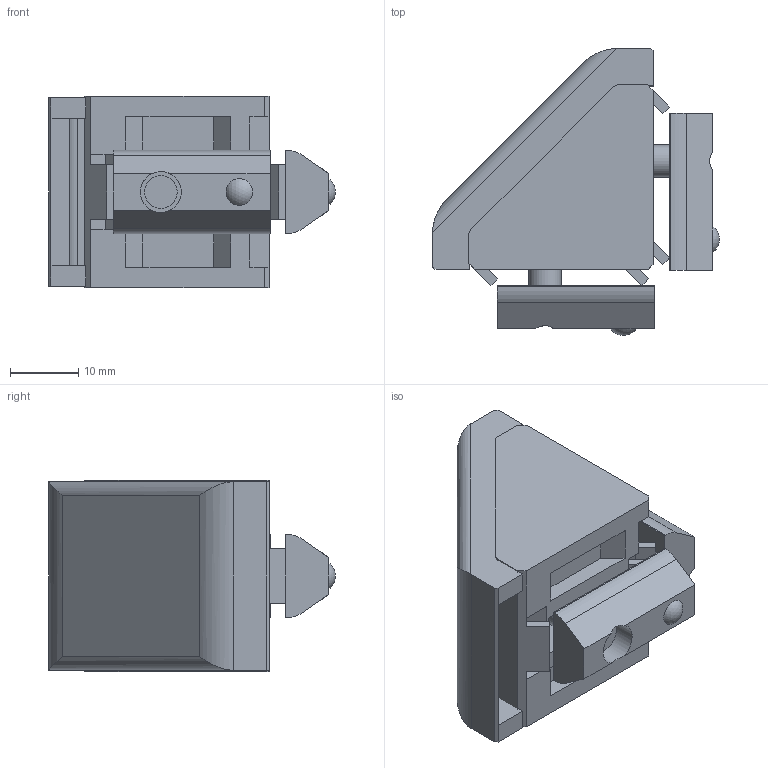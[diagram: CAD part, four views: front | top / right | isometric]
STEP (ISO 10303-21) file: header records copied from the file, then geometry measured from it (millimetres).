
FILE_DESCRIPTION(/* description */ (''),/* implementation_level */ '2;1');
FILE_NAME(/* name */ '123010',/* time_stamp */ '2014-10-06T12:22:16+02:00',/* author */ (''),/* organization */ (''),/* preprocessor_version */ 'ST-DEVELOPER v14',/* originating_system */ 'HiCAD 2013 1802.4 Build 509',/* authorisation */ '');
FILE_SCHEMA (('AUTOMOTIVE_DESIGN { 1 0 10303 214 1 1 1 1 }'));
Length unit declared in the file: millimetre
Products named in the file (7): Root; 123010HOEKSTUK 30X30 BASICBOIKON; 123011AFDEKKAP HOEKSTUK 30X30BOIKON; 902200Vlakke schroef M6x12BOIKON; 122310Sleufmoer 8E - M6 met kogelBOIKON
Assembly tree (6 placements, depth 3):
  Root
    123010HOEKSTUK 30X30 BASICBOIKON
      123011AFDEKKAP HOEKSTUK 30X30BOIKON
      902200Vlakke schroef M6x12BOIKON
      122310Sleufmoer 8E - M6 met kogelBOIKON
      902200Vlakke schroef M6x12BOIKON
      122310Sleufmoer 8E - M6 met kogelBOIKON
Bounding box: 42.01 x 42.01 x 28 mm (x, y, z)
Volume: 15878.7 mm3; surface area: 11977.2 mm2
Topology: 6 solids, 6 shells, 195 faces, 516 edges, 348 vertices
Faces by surface type: plane 166, cylinder 25, cone 2, sphere 2
Full cylindrical faces by diameter (mm): 4.773 x2, 6 x2, 15 x2
Entity records: 11754 total; most frequent: CARTESIAN_POINT 1717, PRESENTATION_STYLE_ASSIGNMENT 1014, COLOUR_RGB 1012, DRAUGHTING_PRE_DEFINED_CURVE_FONT 1008, CURVE_STYLE 1008, OVER_RIDING_STYLED_ITEM 1008, ORIENTED_EDGE 1008, DIRECTION 970
